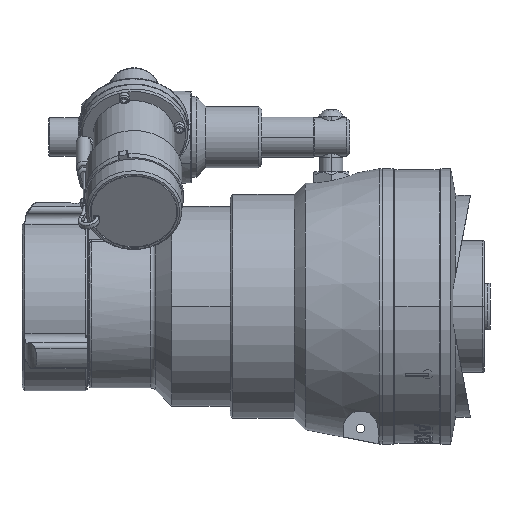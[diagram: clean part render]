
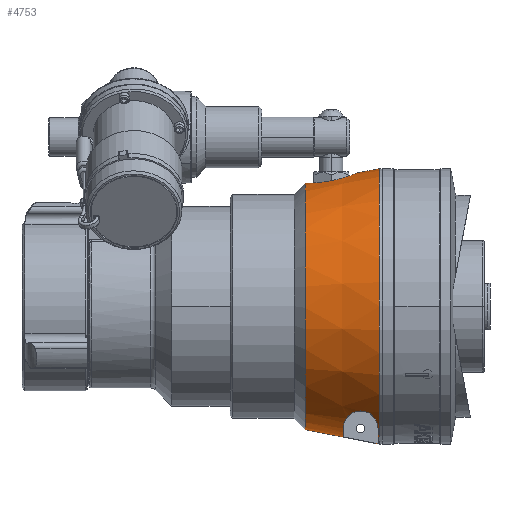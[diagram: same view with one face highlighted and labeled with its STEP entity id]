
A CAD part, top view. The second image highlights one B-rep face of the part: STEP entity #4753.
In plain terms, the highlighted conical face has half-angle 11 degrees and reference radius 71.19 mm.
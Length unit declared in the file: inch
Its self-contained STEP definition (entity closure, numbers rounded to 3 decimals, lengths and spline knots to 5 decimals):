
#4250=CARTESIAN_POINT('',(1.55499,0.,0.));
#4251=DIRECTION('',(-1.,0.,0.));
#4252=DIRECTION('',(0.,-1.,0.));
#4253=AXIS2_PLACEMENT_3D('',#4250,#4251,#4252);
#4259=CARTESIAN_POINT('',(0.52075,2.69846,0.5625));
#4260=CARTESIAN_POINT('',(0.48729,2.69182,0.5625));
#4261=CARTESIAN_POINT('',(0.42022,2.67975,
0.55654));
#4262=CARTESIAN_POINT('',(0.32181,2.6658,
0.52941));
#4263=CARTESIAN_POINT('',(0.23018,2.65618,
0.48524));
#4264=CARTESIAN_POINT('',(0.14725,2.65032,
0.42468));
#4265=CARTESIAN_POINT('',(0.07765,2.6475,
0.35142));
#4266=CARTESIAN_POINT('',(0.02152,2.64661,
0.26584));
#4267=CARTESIAN_POINT('',(-0.01815,2.64675,
0.17166));
#4268=CARTESIAN_POINT('',(-0.03294,2.64698,
0.10485));
#4269=CARTESIAN_POINT('',(-0.03725,2.64705,0.07101));
#4271=CARTESIAN_POINT('',(1.08325,2.8658,0.));
#4272=CARTESIAN_POINT('',(1.08325,2.8658,0.03629));
#4273=CARTESIAN_POINT('',(1.07633,2.86309,0.10913));
#4274=CARTESIAN_POINT('',(1.04359,2.85046,0.21715));
#4275=CARTESIAN_POINT('',(0.9923,2.83138,
0.3129));
#4276=CARTESIAN_POINT('',(0.92395,2.80726,
0.39724));
#4277=CARTESIAN_POINT('',(0.83957,2.7796,
0.46782));
#4278=CARTESIAN_POINT('',(0.74123,2.75045,
0.52155));
#4279=CARTESIAN_POINT('',(0.63331,2.72239,
0.55496));
#4280=CARTESIAN_POINT('',(0.55835,2.70593,0.5625));
#4281=CARTESIAN_POINT('',(0.52075,2.69846,0.5625));
#4283=CARTESIAN_POINT('',(0.77375,-2.7994,0.187));
#4284=CARTESIAN_POINT('',(0.85637,-2.8155,0.187));
#4285=CARTESIAN_POINT('',(1.02209,-2.84778,0.187));
#4286=CARTESIAN_POINT('',(1.2721,-2.89648,0.187));
#4287=CARTESIAN_POINT('',(1.43971,-2.92913,0.187));
#4288=CARTESIAN_POINT('',(1.52375,-2.9455,0.187));
#4290=CARTESIAN_POINT('',(1.52375,0.,0.));
#4291=DIRECTION('',(1.,0.,0.));
#4292=DIRECTION('',(0.,-0.888,0.459));
#4293=AXIS2_PLACEMENT_3D('',#4290,#4291,#4292);
#4295=CARTESIAN_POINT('',(0.77375,-2.622,0.99837));
#4296=CARTESIAN_POINT('',(0.77375,-2.60745,1.03659));
#4297=CARTESIAN_POINT('',(0.7754,-2.57672,
1.11323));
#4298=CARTESIAN_POINT('',(0.78515,-2.52485,
1.23072));
#4299=CARTESIAN_POINT('',(0.80395,-2.47068,
1.3436));
#4300=CARTESIAN_POINT('',(0.83235,-2.41766,
1.44729));
#4301=CARTESIAN_POINT('',(0.8699,-2.36865,
1.53933));
#4302=CARTESIAN_POINT('',(0.9172,-2.32454,
1.62107));
#4303=CARTESIAN_POINT('',(0.97381,-2.28808,
1.69043));
#4304=CARTESIAN_POINT('',(1.03452,-2.26282,1.74328));
#4305=CARTESIAN_POINT('',(1.09833,-2.24859,1.7815));
#4306=CARTESIAN_POINT('',(1.1607,-2.24544,1.80482));
#4307=CARTESIAN_POINT('',(1.22446,-2.25285,1.81537));
#4308=CARTESIAN_POINT('',(1.28506,-2.27085,1.81179));
#4309=CARTESIAN_POINT('',(1.33972,-2.29734,1.79548));
#4310=CARTESIAN_POINT('',(1.39117,-2.33351,1.76499));
#4311=CARTESIAN_POINT('',(1.43742,-2.37958,1.71804));
#4312=CARTESIAN_POINT('',(1.47505,-2.43364,1.65382));
#4313=CARTESIAN_POINT('',(1.4999,-2.48672,1.58192));
#4314=CARTESIAN_POINT('',(1.51468,-2.5355,1.50809));
#4315=CARTESIAN_POINT('',(1.52229,-2.58042,1.43292));
#4316=CARTESIAN_POINT('',(1.52375,-2.60849,1.38116));
#4317=CARTESIAN_POINT('',(1.52375,-2.622,1.35501));
#4319=CARTESIAN_POINT('',(0.77375,0.,0.));
#4320=DIRECTION('',(1.,0.,0.));
#4321=DIRECTION('',(0.,-0.935,0.356));
#4322=AXIS2_PLACEMENT_3D('',#4319,#4320,#4321);
#4330=CARTESIAN_POINT('',(-0.03725,0.,0.));
#4331=DIRECTION('',(1.,0.,0.));
#4332=DIRECTION('',(0.,1.,0.027));
#4333=AXIS2_PLACEMENT_3D('',#4330,#4331,#4332);
#4357=DIRECTION('',(-0.982,0.191,0.));
#4358=VECTOR('',#4357,1.62204);
#4359=CARTESIAN_POINT('',(1.55499,-2.9575,0.));
#4360=LINE('',#4359,#4358);
#4361=DIRECTION('',(-0.982,-0.191,0.));
#4362=VECTOR('',#4361,0.48057);
#4363=CARTESIAN_POINT('',(1.55499,2.9575,0.));
#4364=LINE('',#4363,#4362);
#4579=CARTESIAN_POINT('',(-0.03725,-2.648,0.));
#4581=VERTEX_POINT('',#4579);
#4589=CARTESIAN_POINT('',(1.55499,2.9575,0.));
#4590=CARTESIAN_POINT('',(1.55499,-2.9575,0.));
#4591=VERTEX_POINT('',#4589);
#4592=VERTEX_POINT('',#4590);
#4617=VERTEX_POINT('',#4259);
#4618=VERTEX_POINT('',#4269);
#4619=VERTEX_POINT('',#4271);
#4635=CARTESIAN_POINT('',(1.52375,-2.9455,0.187));
#4636=VERTEX_POINT('',#4635);
#4637=CARTESIAN_POINT('',(0.77375,-2.7994,0.187));
#4638=VERTEX_POINT('',#4637);
#4639=CARTESIAN_POINT('',(0.77375,-2.622,0.99837));
#4640=VERTEX_POINT('',#4639);
#4641=CARTESIAN_POINT('',(1.52375,-2.622,1.35501));
#4642=VERTEX_POINT('',#4641);
#4725=CARTESIAN_POINT('',(0.75887,0.,0.));
#4726=DIRECTION('',(1.,0.,0.));
#4727=DIRECTION('',(0.,1.,0.));
#4728=AXIS2_PLACEMENT_3D('',#4725,#4726,#4727);
#4729=CONICAL_SURFACE('',#4728,2.80275,11.);
#4731=ORIENTED_EDGE('',*,*,#4730,.F.);
#4733=ORIENTED_EDGE('',*,*,#4732,.F.);
#4735=ORIENTED_EDGE('',*,*,#4734,.F.);
#4736=ORIENTED_EDGE('',*,*,#4719,.F.);
#4738=ORIENTED_EDGE('',*,*,#4737,.T.);
#4740=ORIENTED_EDGE('',*,*,#4739,.F.);
#4741=EDGE_LOOP('',(#4731,#4733,#4735,#4736,#4738,#4740));
#4742=FACE_OUTER_BOUND('',#4741,.F.);
#4744=ORIENTED_EDGE('',*,*,#4743,.T.);
#4746=ORIENTED_EDGE('',*,*,#4745,.F.);
#4748=ORIENTED_EDGE('',*,*,#4747,.F.);
#4750=ORIENTED_EDGE('',*,*,#4749,.T.);
#4751=EDGE_LOOP('',(#4744,#4746,#4748,#4750));
#4752=FACE_BOUND('',#4751,.F.);
#4254=CIRCLE('',#4253,2.9575);
#4270=B_SPLINE_CURVE_WITH_KNOTS('',3,(#4259,#4260,#4261,#4262,#4263,#4264,#4265,
#4266,#4267,#4268,#4269),.UNSPECIFIED.,.F.,.F.,(4,1,1,1,1,1,1,1,4),(0.,
0.125,0.25,0.375,0.5,0.625,0.75,0.875,1.),.UNSPECIFIED.);
#4282=B_SPLINE_CURVE_WITH_KNOTS('',3,(#4271,#4272,#4273,#4274,#4275,#4276,#4277,
#4278,#4279,#4280,#4281),.UNSPECIFIED.,.F.,.F.,(4,1,1,1,1,1,1,1,4),(0.,
0.125,0.25,0.375,0.5,0.625,0.75,0.875,1.),.UNSPECIFIED.);
#4289=B_SPLINE_CURVE_WITH_KNOTS('',3,(#4283,#4284,#4285,#4286,#4287,#4288),
.UNSPECIFIED.,.F.,.F.,(4,1,1,4),(0.,0.33333,0.66667,1.),
.UNSPECIFIED.);
#4294=CIRCLE('',#4293,2.95143);
#4318=B_SPLINE_CURVE_WITH_KNOTS('',3,(#4295,#4296,#4297,#4298,#4299,#4300,#4301,
#4302,#4303,#4304,#4305,#4306,#4307,#4308,#4309,#4310,#4311,#4312,#4313,#4314,
#4315,#4316,#4317),.UNSPECIFIED.,.F.,.F.,(4,1,1,1,1,1,1,1,1,1,1,1,1,1,1,1,1,1,1,
1,4),(0.,0.05,0.1,0.15,0.2,0.25,0.3,0.35,0.4,0.45,0.5,
0.55,0.6,0.65,0.7,0.75,0.8,0.85,0.9,0.95,1.),.UNSPECIFIED.);
#4323=CIRCLE('',#4322,2.80564);
#4334=CIRCLE('',#4333,2.648);
#4719=EDGE_CURVE('',#4592,#4591,#4254,.T.);
#4730=EDGE_CURVE('',#4617,#4618,#4270,.T.);
#4732=EDGE_CURVE('',#4619,#4617,#4282,.T.);
#4734=EDGE_CURVE('',#4591,#4619,#4364,.T.);
#4737=EDGE_CURVE('',#4592,#4581,#4360,.T.);
#4739=EDGE_CURVE('',#4618,#4581,#4334,.T.);
#4743=EDGE_CURVE('',#4638,#4636,#4289,.T.);
#4745=EDGE_CURVE('',#4642,#4636,#4294,.T.);
#4747=EDGE_CURVE('',#4640,#4642,#4318,.T.);
#4749=EDGE_CURVE('',#4640,#4638,#4323,.T.);
#4753=ADVANCED_FACE('',(#4742,#4752),#4729,.T.);
